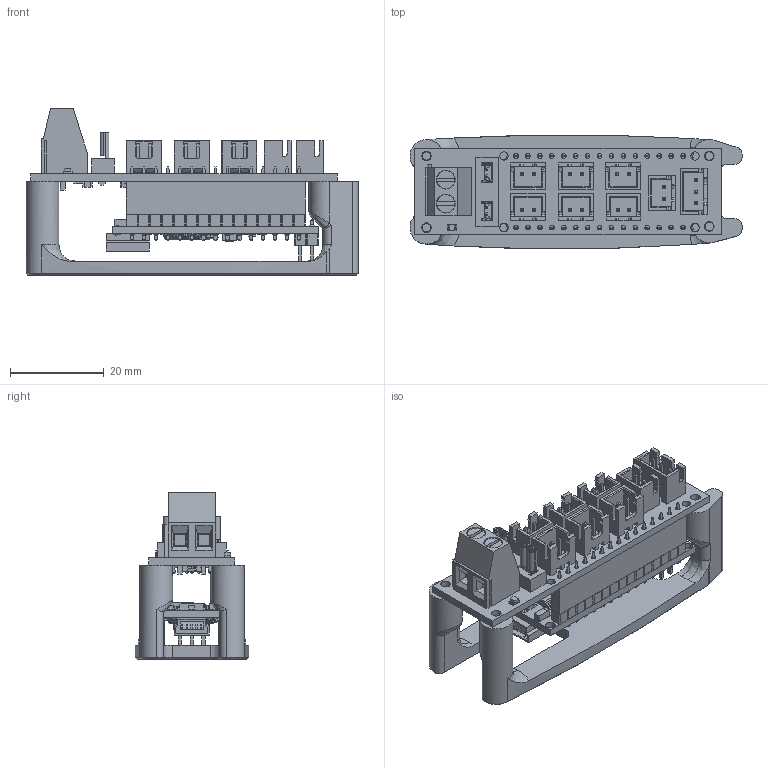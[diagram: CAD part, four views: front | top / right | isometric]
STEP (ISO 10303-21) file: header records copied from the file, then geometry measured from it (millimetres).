
FILE_DESCRIPTION(/* description */ (''),/* implementation_level */ '2;1');
FILE_NAME(/* name */ 'Voron 0.1_Nano expander mount v8.step',/* time_stamp */ '2022-06-19T10:38:31+02:00',/* author */ (''),/* organization */ (''),/* preprocessor_version */ 'ST-DEVELOPER v19',/* originating_system */ 'Autodesk Translation Framework v11.7.0.108',/* authorisation */ '');
FILE_SCHEMA (('AUTOMOTIVE_DESIGN { 1 0 10303 214 3 1 1 }'));
Length unit declared in the file: millimetre
Products named in the file (48): Voron 0.1_Nano expander mount; Boards; Klipper nano expander; JST_XH_B3B-XH-A_1x03_P2.50mm_Vertical; SOLID (1); 3544-2_FuseHolder; COMPOUND; LED_0805_2012Metric; SOLID (2); TerminalBlock_Phoenix_MKDS-1,5-2-5.08_1x02_P5.08mm_Horizontal; SOLID (3); JST_XH_B2B-XH-A_1x02_P2.50mm_Vertical; SOLID; PinSocket_1x15_P2.54mm_Vertical; SOLID (7); SOT-23; SOLID (6); C_0805_2012Metric; SOLID (5); R_0805_2012Metric; SOLID (4); Klipper nano expander PCB; NanoV3; PCB; TopFace; switch; Leds; Led; Led (1); PinEnd; chip1; USB; Crystal; BottomFace; PinRow2; Pin (1); PinRow1; Pin; Resistors; Res ...
Assembly tree (116 placements, depth 7):
  Voron 0.1_Nano expander mount
    Boards
      Klipper nano expander
        JST_XH_B2B-XH-A_1x02_P2.50mm_Vertical  x7
          SOLID
        JST_XH_B3B-XH-A_1x03_P2.50mm_Vertical
          SOLID (1)
        3544-2_FuseHolder
          COMPOUND
        LED_0805_2012Metric
          SOLID (2)
        TerminalBlock_Phoenix_MKDS-1,5-2-5.08_1x02_P5.08mm_Horizontal
          SOLID (3)
        R_0805_2012Metric  x12
          SOLID (4)
        C_0805_2012Metric  x8
          SOLID (5)
        SOT-23  x3
          SOLID (6)
        PinSocket_1x15_P2.54mm_Vertical  x2
          SOLID (7)
        Klipper nano expander PCB
      NanoV3
        PCB
          TopFace
            switch
            Leds
              Led  x3
              Led (1)
            PinEnd
              Pin  x6
            chip1
            USB
            Crystal
          BottomFace
            PinRow2
              Pin (1)  x15
            PinRow1
              Pin  x15
            Resistors
              Res  x5
            caps
              cap  x2
            Chip
            respacks
              respack  x2
            diode
            vreg
    nano_expander_mount
Bounding box: 70.64 x 24.19 x 35.45 mm (x, y, z)
Volume: 13726.3 mm3; surface area: 21549.3 mm2
Topology: 299 solids, 302 shells, 5518 faces, 13704 edges, 8874 vertices
Faces by surface type: plane 4658, cylinder 685, bspline 109, cone 52, sphere 8, torus 6
Full cylindrical faces by diameter (mm): 0.95 x3, 0.997 x1, 1 x45, 1.3 x2, 1.7 x4, 1.78 x4, 1.8 x5, 2 x8, 3.8 x2, 4 x2, 7 x2
Entity records: 76153 total; most frequent: CARTESIAN_POINT 15842, ORIENTED_EDGE 11808, DIRECTION 11612, EDGE_CURVE 5936, LINE 4952, VECTOR 4952, VERTEX_POINT 3874, AXIS2_PLACEMENT_3D 3330
